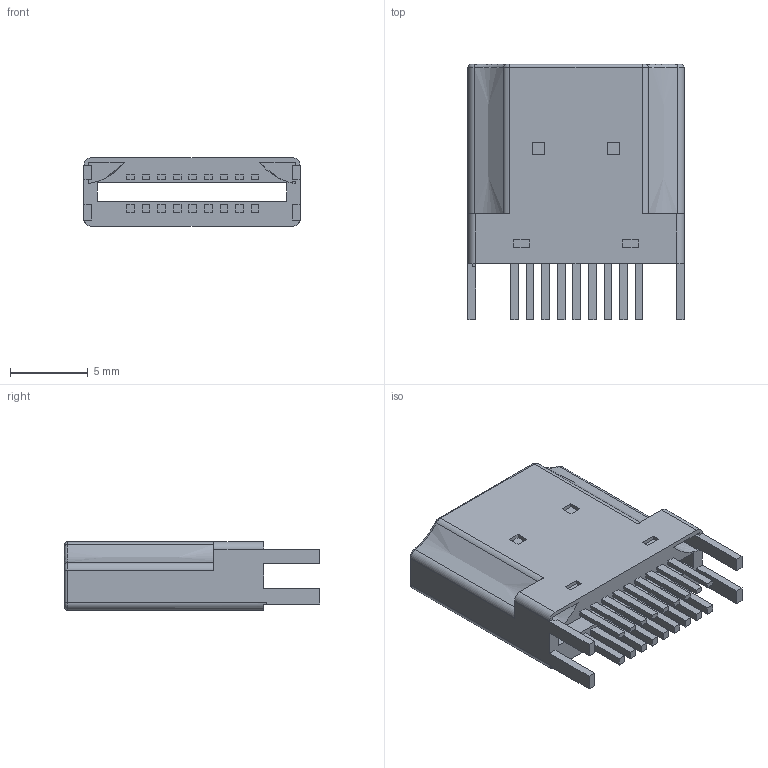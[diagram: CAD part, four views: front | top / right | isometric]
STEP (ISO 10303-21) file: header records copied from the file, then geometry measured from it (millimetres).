
FILE_DESCRIPTION((''),'2;1');
FILE_NAME('CX-1-HDMI_1','2013-03-15T',('Administrator'),(''),'PRO/ENGINEER BY PARAMETRIC TECHNOLOGY CORPORATION, 2008230','PRO/ENGINEER BY PARAMETRIC TECHNOLOGY CORPORATION, 2008230','');
FILE_SCHEMA(('AUTOMOTIVE_DESIGN_CC2 { 1 2 10303 214 -1 1 5 2 }'));
Length unit declared in the file: millimetre
Products named in the file (1): CX-1-HDMI_1
Bounding box: 13.9 x 16.4 x 4.4 mm (x, y, z)
Volume: 524.1 mm3; surface area: 1394.3 mm2
Topology: 1 solids, 1 shells, 283 faces, 703 edges, 464 vertices
Faces by surface type: plane 259, cylinder 12, torus 6, extrusion 4, bspline 2
Entity records: 8653 total; most frequent: CARTESIAN_POINT 1657, ORIENTED_EDGE 1406, DIRECTION 1285, EDGE_CURVE 703, VECTOR 659, LINE 655, VERTEX_POINT 464, EDGE_LOOP 329
